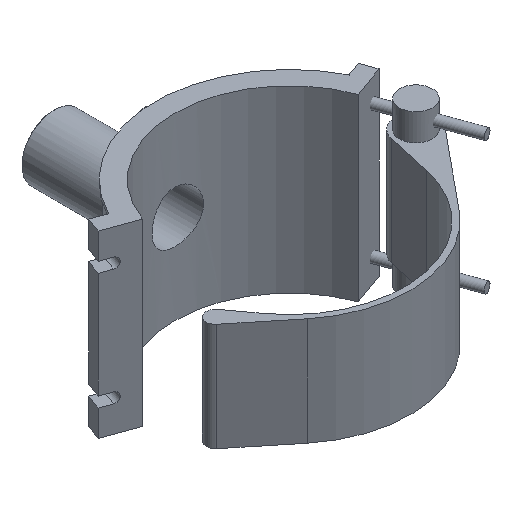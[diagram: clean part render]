
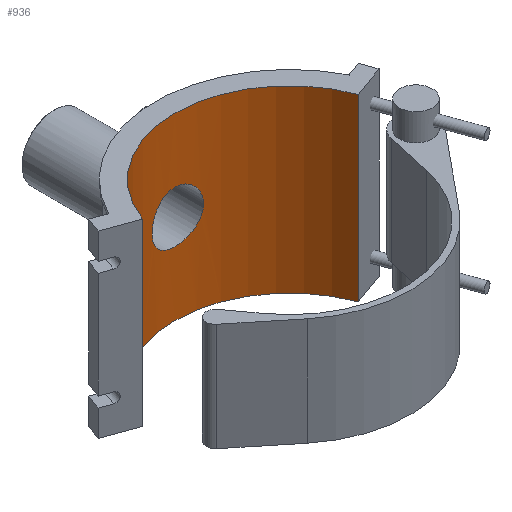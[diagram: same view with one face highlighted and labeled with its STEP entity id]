
A CAD part, isometric view. The second image highlights one B-rep face of the part: STEP entity #936.
In plain terms, the highlighted cylindrical face has radius 112.5 mm (diameter 225 mm), a partial arc.
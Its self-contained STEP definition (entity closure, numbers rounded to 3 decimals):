
#44=FACE_BOUND('',#257,.T.);
#59=B_SPLINE_CURVE_WITH_KNOTS('',3,(#1696,#1697,#1698,#1699,#1700,#1701,
#1702,#1703,#1704,#1705,#1706,#1707,#1708,#1709,#1710,#1711,#1712,#1713,
#1714,#1715,#1716,#1717,#1718,#1719,#1720,#1721,#1722,#1723,#1724,#1725,
#1726,#1727,#1728,#1729,#1730,#1731,#1732,#1733,#1734,#1735,#1736,#1737,
#1738,#1739,#1740,#1741,#1742,#1743,#1744,#1745,#1746,#1747,#1748,#1749,
#1750,#1751,#1752,#1753,#1754,#1755,#1756,#1757,#1758,#1759,#1760,#1761),
 .UNSPECIFIED.,.T.,.F.,(4,2,2,2,2,2,2,2,2,2,2,2,2,2,2,2,2,2,2,2,2,2,2,2,
2,2,2,2,2,2,2,2,4),(0.,0.476,0.953,1.429,
1.906,2.382,2.858,3.335,3.811,
4.287,4.764,5.24,5.716,6.193,
6.669,7.146,7.622,8.098,8.575,
9.051,9.527,10.004,10.48,10.957,
11.433,11.909,12.386,12.862,13.338,
13.815,14.291,14.767,15.244),
 .UNSPECIFIED.);
#75=CYLINDRICAL_SURFACE('',#1031,112.5);
#87=CIRCLE('',#970,112.5);
#94=CIRCLE('',#990,112.5);
#172=FACE_OUTER_BOUND('',#256,.T.);
#256=EDGE_LOOP('',(#782,#783,#784,#785));
#257=EDGE_LOOP('',(#786));
#338=LINE('',#1476,#402);
#339=LINE('',#1478,#403);
#402=VECTOR('',#1178,176.);
#403=VECTOR('',#1181,176.);
#430=VERTEX_POINT('',#1387);
#434=VERTEX_POINT('',#1395);
#458=VERTEX_POINT('',#1469);
#459=VERTEX_POINT('',#1470);
#467=VERTEX_POINT('',#1695);
#524=EDGE_CURVE('',#434,#430,#87,.T.);
#560=EDGE_CURVE('',#458,#459,#94,.T.);
#564=EDGE_CURVE('',#434,#459,#338,.T.);
#565=EDGE_CURVE('',#458,#430,#339,.T.);
#574=EDGE_CURVE('',#467,#467,#59,.T.);
#782=ORIENTED_EDGE('',*,*,#564,.T.);
#783=ORIENTED_EDGE('',*,*,#560,.F.);
#784=ORIENTED_EDGE('',*,*,#565,.T.);
#785=ORIENTED_EDGE('',*,*,#524,.F.);
#786=ORIENTED_EDGE('',*,*,#574,.T.);
#936=ADVANCED_FACE('',(#172,#44),#75,.F.);
#970=AXIS2_PLACEMENT_3D('',#1397,#1101,#1102);
#990=AXIS2_PLACEMENT_3D('',#1471,#1170,#1171);
#1031=AXIS2_PLACEMENT_3D('',#1935,#1256,#1257);
#1101=DIRECTION('center_axis',(0.,0.,-1.));
#1102=DIRECTION('ref_axis',(-1.,0.,0.));
#1170=DIRECTION('center_axis',(0.,0.,1.));
#1171=DIRECTION('ref_axis',(-1.,0.,0.));
#1178=DIRECTION('',(0.,0.,-1.));
#1181=DIRECTION('',(0.,0.,1.));
#1256=DIRECTION('center_axis',(0.,0.,1.));
#1257=DIRECTION('ref_axis',(-1.,0.,0.));
#1387=CARTESIAN_POINT('',(105.715,38.477,88.));
#1395=CARTESIAN_POINT('',(-105.715,38.477,88.));
#1397=CARTESIAN_POINT('Origin',(0.,0.,88.));
#1469=CARTESIAN_POINT('',(105.715,38.477,-88.));
#1470=CARTESIAN_POINT('',(-105.715,38.477,-88.));
#1471=CARTESIAN_POINT('Origin',(0.,0.,-88.));
#1476=CARTESIAN_POINT('',(-105.715,38.477,0.));
#1478=CARTESIAN_POINT('',(105.715,38.477,0.));
#1695=CARTESIAN_POINT('',(25.2,109.641,0.));
#1696=CARTESIAN_POINT('Ctrl Pts',(25.2,109.641,0.));
#1697=CARTESIAN_POINT('Ctrl Pts',(25.2,109.641,-1.588));
#1698=CARTESIAN_POINT('Ctrl Pts',(25.047,109.677,-3.228));
#1699=CARTESIAN_POINT('Ctrl Pts',(24.407,109.821,-6.488));
#1700=CARTESIAN_POINT('Ctrl Pts',(23.919,109.93,-8.107));
#1701=CARTESIAN_POINT('Ctrl Pts',(22.632,110.202,-11.21));
#1702=CARTESIAN_POINT('Ctrl Pts',(21.831,110.365,-12.696));
#1703=CARTESIAN_POINT('Ctrl Pts',(19.983,110.715,-15.443));
#1704=CARTESIAN_POINT('Ctrl Pts',(18.935,110.901,-16.703));
#1705=CARTESIAN_POINT('Ctrl Pts',(16.703,111.259,-18.935));
#1706=CARTESIAN_POINT('Ctrl Pts',(15.443,111.444,-19.982));
#1707=CARTESIAN_POINT('Ctrl Pts',(12.696,111.79,-21.831));
#1708=CARTESIAN_POINT('Ctrl Pts',(11.21,111.951,-22.632));
#1709=CARTESIAN_POINT('Ctrl Pts',(8.107,112.218,-23.919));
#1710=CARTESIAN_POINT('Ctrl Pts',(6.488,112.325,-24.407));
#1711=CARTESIAN_POINT('Ctrl Pts',(3.228,112.466,-25.048));
#1712=CARTESIAN_POINT('Ctrl Pts',(1.588,112.5,-25.2));
#1713=CARTESIAN_POINT('Ctrl Pts',(-1.588,112.5,-25.2));
#1714=CARTESIAN_POINT('Ctrl Pts',(-3.228,112.466,-25.048));
#1715=CARTESIAN_POINT('Ctrl Pts',(-6.488,112.325,-24.407));
#1716=CARTESIAN_POINT('Ctrl Pts',(-8.107,112.218,-23.919));
#1717=CARTESIAN_POINT('Ctrl Pts',(-11.21,111.951,-22.632));
#1718=CARTESIAN_POINT('Ctrl Pts',(-12.696,111.79,-21.831));
#1719=CARTESIAN_POINT('Ctrl Pts',(-15.443,111.444,-19.982));
#1720=CARTESIAN_POINT('Ctrl Pts',(-16.703,111.259,-18.935));
#1721=CARTESIAN_POINT('Ctrl Pts',(-18.935,110.901,-16.703));
#1722=CARTESIAN_POINT('Ctrl Pts',(-19.983,110.715,-15.443));
#1723=CARTESIAN_POINT('Ctrl Pts',(-21.831,110.365,-12.696));
#1724=CARTESIAN_POINT('Ctrl Pts',(-22.632,110.202,-11.21));
#1725=CARTESIAN_POINT('Ctrl Pts',(-23.919,109.93,-8.107));
#1726=CARTESIAN_POINT('Ctrl Pts',(-24.407,109.821,-6.488));
#1727=CARTESIAN_POINT('Ctrl Pts',(-25.047,109.677,-3.228));
#1728=CARTESIAN_POINT('Ctrl Pts',(-25.2,109.641,-1.588));
#1729=CARTESIAN_POINT('Ctrl Pts',(-25.2,109.641,1.588));
#1730=CARTESIAN_POINT('Ctrl Pts',(-25.047,109.677,3.228));
#1731=CARTESIAN_POINT('Ctrl Pts',(-24.407,109.821,6.488));
#1732=CARTESIAN_POINT('Ctrl Pts',(-23.919,109.93,8.107));
#1733=CARTESIAN_POINT('Ctrl Pts',(-22.632,110.202,11.21));
#1734=CARTESIAN_POINT('Ctrl Pts',(-21.831,110.365,12.696));
#1735=CARTESIAN_POINT('Ctrl Pts',(-19.983,110.715,15.443));
#1736=CARTESIAN_POINT('Ctrl Pts',(-18.935,110.901,16.703));
#1737=CARTESIAN_POINT('Ctrl Pts',(-16.703,111.259,18.935));
#1738=CARTESIAN_POINT('Ctrl Pts',(-15.443,111.444,19.982));
#1739=CARTESIAN_POINT('Ctrl Pts',(-12.696,111.79,21.831));
#1740=CARTESIAN_POINT('Ctrl Pts',(-11.21,111.951,22.632));
#1741=CARTESIAN_POINT('Ctrl Pts',(-8.107,112.218,23.919));
#1742=CARTESIAN_POINT('Ctrl Pts',(-6.488,112.325,24.407));
#1743=CARTESIAN_POINT('Ctrl Pts',(-3.228,112.466,25.048));
#1744=CARTESIAN_POINT('Ctrl Pts',(-1.588,112.5,25.2));
#1745=CARTESIAN_POINT('Ctrl Pts',(1.588,112.5,25.2));
#1746=CARTESIAN_POINT('Ctrl Pts',(3.228,112.466,25.048));
#1747=CARTESIAN_POINT('Ctrl Pts',(6.488,112.325,24.407));
#1748=CARTESIAN_POINT('Ctrl Pts',(8.107,112.218,23.919));
#1749=CARTESIAN_POINT('Ctrl Pts',(11.21,111.951,22.632));
#1750=CARTESIAN_POINT('Ctrl Pts',(12.696,111.79,21.831));
#1751=CARTESIAN_POINT('Ctrl Pts',(15.443,111.444,19.982));
#1752=CARTESIAN_POINT('Ctrl Pts',(16.703,111.259,18.935));
#1753=CARTESIAN_POINT('Ctrl Pts',(18.935,110.901,16.703));
#1754=CARTESIAN_POINT('Ctrl Pts',(19.983,110.715,15.443));
#1755=CARTESIAN_POINT('Ctrl Pts',(21.831,110.365,12.696));
#1756=CARTESIAN_POINT('Ctrl Pts',(22.632,110.202,11.21));
#1757=CARTESIAN_POINT('Ctrl Pts',(23.919,109.93,8.107));
#1758=CARTESIAN_POINT('Ctrl Pts',(24.407,109.821,6.488));
#1759=CARTESIAN_POINT('Ctrl Pts',(25.047,109.677,3.228));
#1760=CARTESIAN_POINT('Ctrl Pts',(25.2,109.641,1.588));
#1761=CARTESIAN_POINT('Ctrl Pts',(25.2,109.641,0.));
#1935=CARTESIAN_POINT('Origin',(0.,0.,0.));
